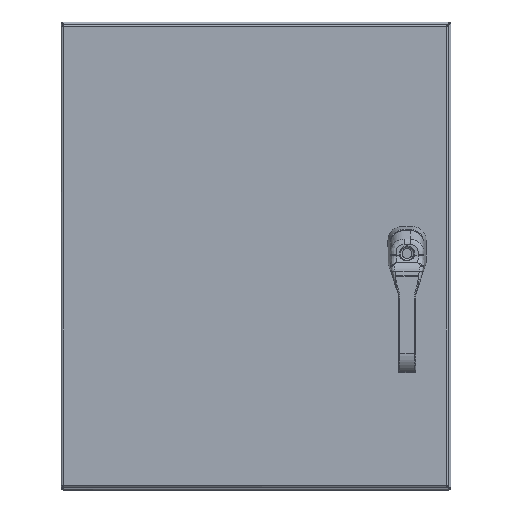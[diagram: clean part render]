
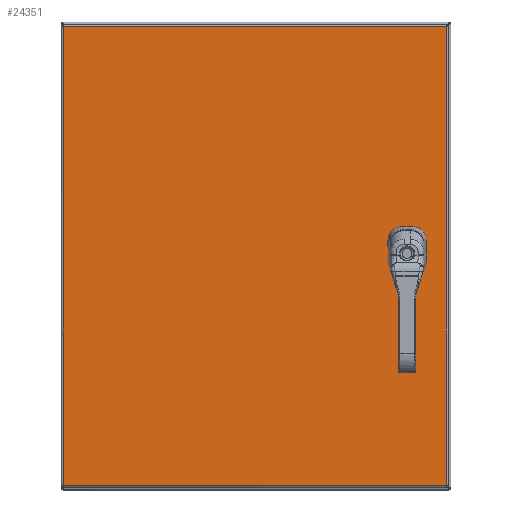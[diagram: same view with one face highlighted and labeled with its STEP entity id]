
A CAD part, top view. The second image highlights one B-rep face of the part: STEP entity #24351.
In plain terms, the highlighted planar face has unit normal (0, 0, 1).
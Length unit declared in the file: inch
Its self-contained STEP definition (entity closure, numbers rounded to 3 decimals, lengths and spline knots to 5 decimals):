
#3048 = PLANE ( 'NONE',  #3773 ) ;
#3627 = EDGE_CURVE ( 'NONE', #73431, #69205, #50803, .T. ) ;
#3729 = EDGE_CURVE ( 'NONE', #72254, #73431, #4652, .T. ) ;
#3773 = AXIS2_PLACEMENT_3D ( 'NONE', #32844, #49915, #56617 ) ;
#4652 = CIRCLE ( 'NONE', #29804, 0.453 ) ;
#4988 = FACE_BOUND ( 'NONE', #49407, .T. ) ;
#5263 = CARTESIAN_POINT ( 'NONE',  ( 0.10525, 12., 6.9175 ) ) ;
#5323 = DIRECTION ( 'NONE',  ( -1., 0., 0. ) ) ;
#5833 = CARTESIAN_POINT ( 'NONE',  ( 17.75, 12., 6.9175 ) ) ;
#6060 = VECTOR ( 'NONE', #69728, 39.37008 ) ;
#6942 = AXIS2_PLACEMENT_3D ( 'NONE', #51877, #46414, #29361 ) ;
#8028 = EDGE_CURVE ( 'NONE', #34235, #36576, #75812, .T. ) ;
#9497 = CARTESIAN_POINT ( 'NONE',  ( 18.15, 12., 6.9175 ) ) ;
#11455 = EDGE_CURVE ( 'NONE', #36576, #71642, #22642, .T. ) ;
#15840 = DIRECTION ( 'NONE',  ( 0., 0., 1. ) ) ;
#17133 = ORIENTED_EDGE ( 'NONE', *, *, #3729, .F. ) ;
#18565 = EDGE_CURVE ( 'NONE', #55825, #33252, #27677, .T. ) ;
#19625 = EDGE_CURVE ( 'NONE', #56297, #55825, #52155, .T. ) ;
#20389 = LINE ( 'NONE', #60171, #59111 ) ;
#21223 = DIRECTION ( 'NONE',  ( 0., 0., 1. ) ) ;
#21471 = CARTESIAN_POINT ( 'NONE',  ( 17.75, 12., 6.9175 ) ) ;
#22642 = LINE ( 'NONE', #40661, #74273 ) ;
#23409 = DIRECTION ( 'NONE',  ( 0., -1., 0. ) ) ;
#24351 = ADVANCED_FACE ( 'NONE', ( #4988, #24357 ), #3048, .F. ) ;
#24357 = FACE_OUTER_BOUND ( 'NONE', #58108, .T. ) ;
#24776 = ORIENTED_EDGE ( 'NONE', *, *, #18565, .F. ) ;
#26955 = CARTESIAN_POINT ( 'NONE',  ( 19.76975, 23.76975, 6.9175 ) ) ;
#27617 = DIRECTION ( 'NONE',  ( -1., 0., 0. ) ) ;
#27677 = LINE ( 'NONE', #42000, #56307 ) ;
#28540 = CARTESIAN_POINT ( 'NONE',  ( 19.76975, 0.23025, 6.9175 ) ) ;
#29361 = DIRECTION ( 'NONE',  ( -1., 0., 0. ) ) ;
#29804 = AXIS2_PLACEMENT_3D ( 'NONE', #5833, #58152, #5323 ) ;
#30221 = EDGE_CURVE ( 'NONE', #59558, #34235, #57448, .T. ) ;
#30483 = CARTESIAN_POINT ( 'NONE',  ( 17.53738, 12.4, 6.9175 ) ) ;
#31066 = CARTESIAN_POINT ( 'NONE',  ( 17.96262, 11.6, 6.9175 ) ) ;
#32519 = CARTESIAN_POINT ( 'NONE',  ( 9.9375, 12.4, 6.9175 ) ) ;
#32844 = CARTESIAN_POINT ( 'NONE',  ( 9.9375, 12., 6.9175 ) ) ;
#32886 = ORIENTED_EDGE ( 'NONE', *, *, #30221, .F. ) ;
#33252 = VERTEX_POINT ( 'NONE', #26955 ) ;
#34235 = VERTEX_POINT ( 'NONE', #30483 ) ;
#36120 = VECTOR ( 'NONE', #73647, 39.37008 ) ;
#36576 = VERTEX_POINT ( 'NONE', #45952 ) ;
#37396 = AXIS2_PLACEMENT_3D ( 'NONE', #50893, #15840, #51152 ) ;
#37931 = ORIENTED_EDGE ( 'NONE', *, *, #46714, .F. ) ;
#38001 = CARTESIAN_POINT ( 'NONE',  ( 17.96262, 12.4, 6.9175 ) ) ;
#40661 = CARTESIAN_POINT ( 'NONE',  ( 17.35, 12., 6.9175 ) ) ;
#42000 = CARTESIAN_POINT ( 'NONE',  ( 9.9375, 23.76975, 6.9175 ) ) ;
#44495 = CARTESIAN_POINT ( 'NONE',  ( 9.9375, 0.23025, 6.9175 ) ) ;
#45044 = CARTESIAN_POINT ( 'NONE',  ( 17.53738, 11.6, 6.9175 ) ) ;
#45229 = VECTOR ( 'NONE', #68772, 39.37008 ) ;
#45920 = VERTEX_POINT ( 'NONE', #45044 ) ;
#45952 = CARTESIAN_POINT ( 'NONE',  ( 17.35, 12.21262, 6.9175 ) ) ;
#46055 = CIRCLE ( 'NONE', #6942, 0.453 ) ;
#46414 = DIRECTION ( 'NONE',  ( 0., 0., 1. ) ) ;
#46714 = EDGE_CURVE ( 'NONE', #71642, #45920, #62234, .T. ) ;
#47938 = DIRECTION ( 'NONE',  ( 1., 0., 0. ) ) ;
#48413 = ORIENTED_EDGE ( 'NONE', *, *, #69893, .F. ) ;
#49407 = EDGE_LOOP ( 'NONE', ( #32886, #55866, #71004, #17133, #48413, #37931, #56448, #62951 ) ) ;
#49915 = DIRECTION ( 'NONE',  ( 0., 0., -1. ) ) ;
#50803 = LINE ( 'NONE', #9497, #45229 ) ;
#50893 = CARTESIAN_POINT ( 'NONE',  ( 17.75, 12., 6.9175 ) ) ;
#51152 = DIRECTION ( 'NONE',  ( -1., 0., 0. ) ) ;
#51460 = CARTESIAN_POINT ( 'NONE',  ( 0.10525, 0.23025, 6.9175 ) ) ;
#51700 = EDGE_CURVE ( 'NONE', #72011, #56297, #52760, .T. ) ;
#51778 = CARTESIAN_POINT ( 'NONE',  ( 18.15, 11.78738, 6.9175 ) ) ;
#51877 = CARTESIAN_POINT ( 'NONE',  ( 17.75, 12., 6.9175 ) ) ;
#52155 = LINE ( 'NONE', #5263, #6060 ) ;
#52760 = LINE ( 'NONE', #44495, #36120 ) ;
#53750 = DIRECTION ( 'NONE',  ( 1., 0., 0. ) ) ;
#55825 = VERTEX_POINT ( 'NONE', #65824 ) ;
#55866 = ORIENTED_EDGE ( 'NONE', *, *, #74922, .F. ) ;
#56297 = VERTEX_POINT ( 'NONE', #51460 ) ;
#56307 = VECTOR ( 'NONE', #47938, 39.37008 ) ;
#56448 = ORIENTED_EDGE ( 'NONE', *, *, #11455, .F. ) ;
#56617 = DIRECTION ( 'NONE',  ( -1., 0., 0. ) ) ;
#57411 = ORIENTED_EDGE ( 'NONE', *, *, #19625, .F. ) ;
#57448 = LINE ( 'NONE', #32519, #66716 ) ;
#58108 = EDGE_LOOP ( 'NONE', ( #69926, #72801, #24776, #57411 ) ) ;
#58152 = DIRECTION ( 'NONE',  ( 0., 0., 1. ) ) ;
#59111 = VECTOR ( 'NONE', #53750, 39.37008 ) ;
#59558 = VERTEX_POINT ( 'NONE', #38001 ) ;
#60171 = CARTESIAN_POINT ( 'NONE',  ( 9.9375, 11.6, 6.9175 ) ) ;
#60785 = CARTESIAN_POINT ( 'NONE',  ( 17.35, 11.78738, 6.9175 ) ) ;
#60902 = LINE ( 'NONE', #62152, #71068 ) ;
#61306 = AXIS2_PLACEMENT_3D ( 'NONE', #21471, #21223, #27617 ) ;
#62152 = CARTESIAN_POINT ( 'NONE',  ( 19.76975, 12., 6.9175 ) ) ;
#62234 = CIRCLE ( 'NONE', #37396, 0.453 ) ;
#62951 = ORIENTED_EDGE ( 'NONE', *, *, #8028, .F. ) ;
#63302 = EDGE_CURVE ( 'NONE', #33252, #72011, #60902, .T. ) ;
#65824 = CARTESIAN_POINT ( 'NONE',  ( 0.10525, 23.76975, 6.9175 ) ) ;
#66716 = VECTOR ( 'NONE', #68171, 39.37008 ) ;
#68171 = DIRECTION ( 'NONE',  ( -1., 0., 0. ) ) ;
#68651 = DIRECTION ( 'NONE',  ( 0., -1., 0. ) ) ;
#68772 = DIRECTION ( 'NONE',  ( 0., 1., 0. ) ) ;
#69205 = VERTEX_POINT ( 'NONE', #73254 ) ;
#69728 = DIRECTION ( 'NONE',  ( 0., 1., 0. ) ) ;
#69893 = EDGE_CURVE ( 'NONE', #45920, #72254, #20389, .T. ) ;
#69926 = ORIENTED_EDGE ( 'NONE', *, *, #51700, .F. ) ;
#71004 = ORIENTED_EDGE ( 'NONE', *, *, #3627, .F. ) ;
#71068 = VECTOR ( 'NONE', #68651, 39.37008 ) ;
#71642 = VERTEX_POINT ( 'NONE', #60785 ) ;
#72011 = VERTEX_POINT ( 'NONE', #28540 ) ;
#72254 = VERTEX_POINT ( 'NONE', #31066 ) ;
#72801 = ORIENTED_EDGE ( 'NONE', *, *, #63302, .F. ) ;
#73254 = CARTESIAN_POINT ( 'NONE',  ( 18.15, 12.21262, 6.9175 ) ) ;
#73431 = VERTEX_POINT ( 'NONE', #51778 ) ;
#73647 = DIRECTION ( 'NONE',  ( -1., 0., 0. ) ) ;
#74273 = VECTOR ( 'NONE', #23409, 39.37008 ) ;
#74922 = EDGE_CURVE ( 'NONE', #69205, #59558, #46055, .T. ) ;
#75812 = CIRCLE ( 'NONE', #61306, 0.453 ) ;
